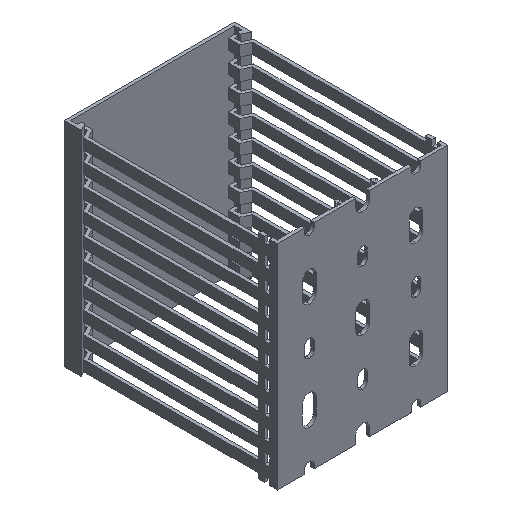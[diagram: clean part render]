
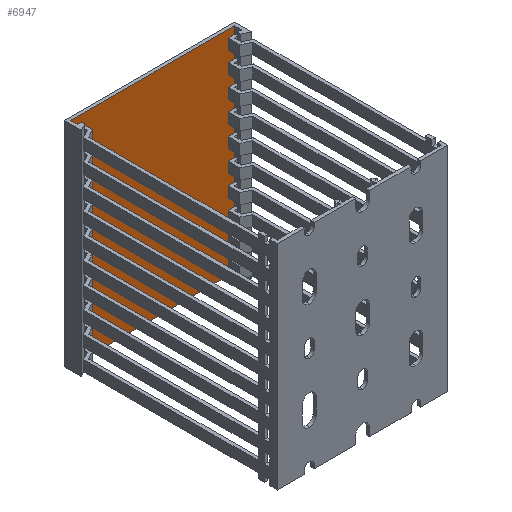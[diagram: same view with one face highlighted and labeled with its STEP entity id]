
A CAD part, isometric view. The second image highlights one B-rep face of the part: STEP entity #6947.
In plain terms, the highlighted planar face has unit normal (0, -1, 0).
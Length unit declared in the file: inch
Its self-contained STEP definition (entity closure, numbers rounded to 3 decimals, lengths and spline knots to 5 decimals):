
#113 = CARTESIAN_POINT ( 'NONE',  ( 1.51575, 2.30315, -3.93701 ) ) ;
#1128 = DIRECTION ( 'NONE',  ( 0., 0., 1. ) ) ;
#1144 = DIRECTION ( 'NONE',  ( 0., 0., -1. ) ) ;
#1550 = VECTOR ( 'NONE', #13186, 39.37008 ) ;
#1678 = ORIENTED_EDGE ( 'NONE', *, *, #12084, .F. ) ;
#1788 = VECTOR ( 'NONE', #1128, 39.37008 ) ;
#2098 = CARTESIAN_POINT ( 'NONE',  ( 1.51575, 2.30315, 0. ) ) ;
#3039 = VECTOR ( 'NONE', #8760, 39.37008 ) ;
#4091 = FACE_OUTER_BOUND ( 'NONE', #10093, .T. ) ;
#4628 = CARTESIAN_POINT ( 'NONE',  ( 0.3937, 2.30315, 0. ) ) ;
#4846 = CARTESIAN_POINT ( 'NONE',  ( -1.51575, 2.30315, -3.93701 ) ) ;
#5021 = CARTESIAN_POINT ( 'NONE',  ( 1.51575, 2.30315, -3.93701 ) ) ;
#5108 = PLANE ( 'NONE',  #9072 ) ;
#5133 = ORIENTED_EDGE ( 'NONE', *, *, #7457, .T. ) ;
#5237 = CARTESIAN_POINT ( 'NONE',  ( -1.51575, 2.30315, 0. ) ) ;
#5634 = LINE ( 'NONE', #4628, #9474 ) ;
#5888 = VERTEX_POINT ( 'NONE', #4846 ) ;
#6804 = CARTESIAN_POINT ( 'NONE',  ( 0.3937, 2.30315, -3.93701 ) ) ;
#6947 = ADVANCED_FACE ( 'NONE', ( #4091 ), #5108, .T. ) ;
#7457 = EDGE_CURVE ( 'NONE', #12859, #8701, #10474, .T. ) ;
#7806 = LINE ( 'NONE', #6804, #3039 ) ;
#8189 = DIRECTION ( 'NONE',  ( 0., -1., 0. ) ) ;
#8701 = VERTEX_POINT ( 'NONE', #2098 ) ;
#8760 = DIRECTION ( 'NONE',  ( -1., 0., 0. ) ) ;
#9072 = AXIS2_PLACEMENT_3D ( 'NONE', #9205, #8189, #1144 ) ;
#9087 = CARTESIAN_POINT ( 'NONE',  ( -1.51575, 2.30315, -3.93701 ) ) ;
#9205 = CARTESIAN_POINT ( 'NONE',  ( -1.51575, 2.30315, -3.93701 ) ) ;
#9474 = VECTOR ( 'NONE', #9676, 39.37008 ) ;
#9676 = DIRECTION ( 'NONE',  ( -1., 0., 0. ) ) ;
#9945 = VERTEX_POINT ( 'NONE', #5237 ) ;
#9988 = ORIENTED_EDGE ( 'NONE', *, *, #11894, .F. ) ;
#10036 = LINE ( 'NONE', #9087, #1550 ) ;
#10093 = EDGE_LOOP ( 'NONE', ( #10316, #1678, #9988, #5133 ) ) ;
#10316 = ORIENTED_EDGE ( 'NONE', *, *, #11608, .T. ) ;
#10474 = LINE ( 'NONE', #113, #1788 ) ;
#11608 = EDGE_CURVE ( 'NONE', #8701, #9945, #5634, .T. ) ;
#11894 = EDGE_CURVE ( 'NONE', #12859, #5888, #7806, .T. ) ;
#12084 = EDGE_CURVE ( 'NONE', #5888, #9945, #10036, .T. ) ;
#12859 = VERTEX_POINT ( 'NONE', #5021 ) ;
#13186 = DIRECTION ( 'NONE',  ( 0., 0., 1. ) ) ;
